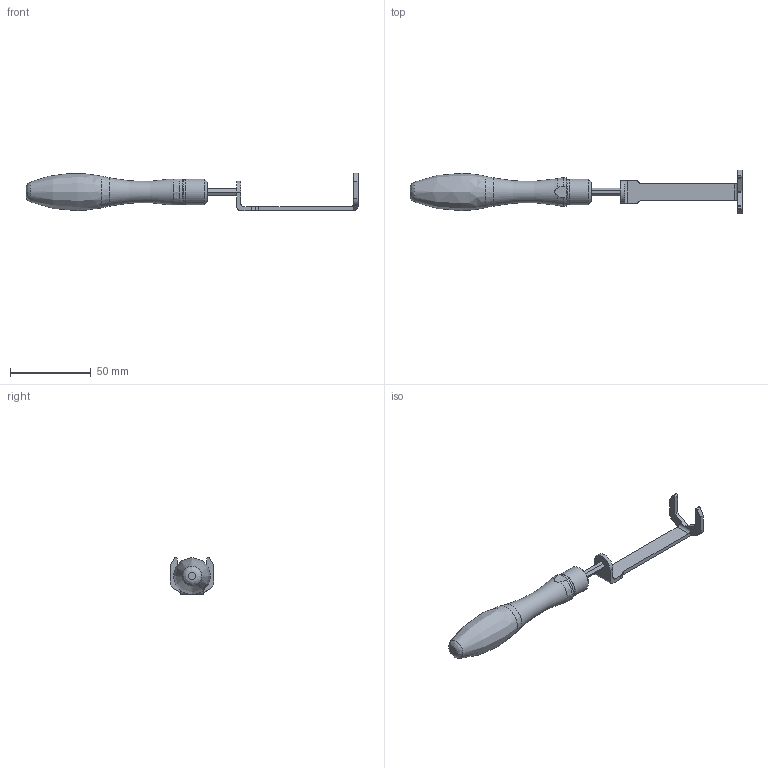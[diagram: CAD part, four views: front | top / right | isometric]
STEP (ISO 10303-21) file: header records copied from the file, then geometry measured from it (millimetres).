
FILE_DESCRIPTION(/* description */ (''),/* implementation_level */ '2;1');
FILE_NAME(/* name */ '07-0079-000.stp',/* time_stamp */ '2016-07-26T08:01:26+02:00',/* author */ (''),/* organization */ ('Franz Binder GmbH & Co.'),/* preprocessor_version */ 'ST-DEVELOPER v14',/* originating_system */ 'SIEMENS PLM Software NX 8.0',/* authorisation */ '');
FILE_SCHEMA (('AUTOMOTIVE_DESIGN { 1 0 10303 214 3 1 1 1 }'));
Length unit declared in the file: millimetre
Products named in the file (1): sgro14C43C10wmdc
Bounding box: 205 x 27 x 23 mm (x, y, z)
Volume: 28140.6 mm3; surface area: 13137.8 mm2
Topology: 2 solids, 2 shells, 80 faces, 211 edges, 138 vertices
Faces by surface type: plane 47, cylinder 22, cone 6, bspline 4, torus 1
Full cylindrical faces by diameter (mm): 3.4 x1, 4 x1, 6.5 x1, 15.2 x1, 16 x1
Entity records: 2527 total; most frequent: CARTESIAN_POINT 590, DIRECTION 391, ORIENTED_EDGE 382, EDGE_CURVE 191, AXIS2_PLACEMENT_3D 137, VERTEX_POINT 132, LINE 117, VECTOR 117
